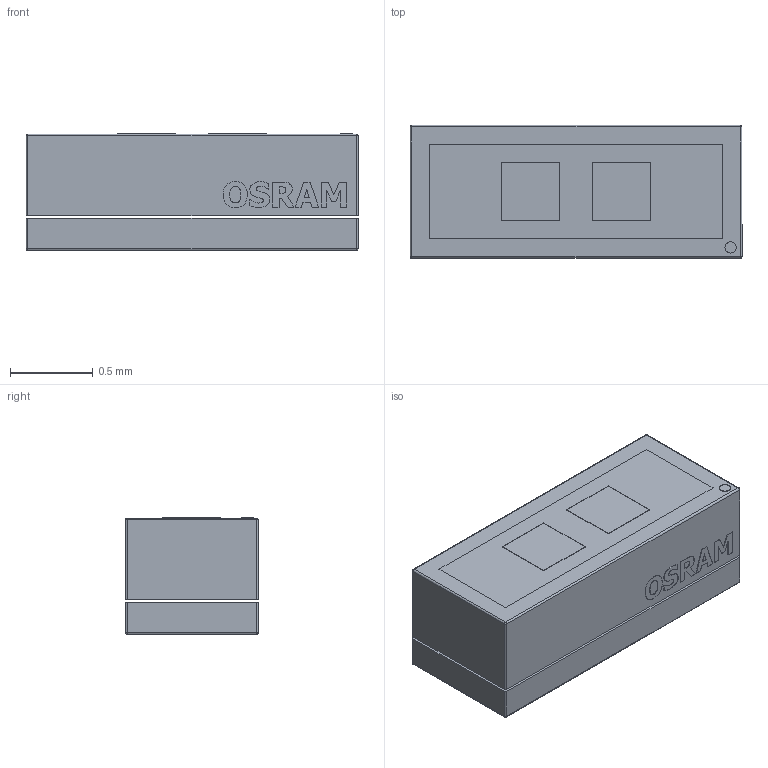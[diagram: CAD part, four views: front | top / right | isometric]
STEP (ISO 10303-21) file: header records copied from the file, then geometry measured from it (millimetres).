
FILE_DESCRIPTION(/* description */ (''),/* implementation_level */ '2;1');
FILE_NAME(/* name */ 'OSRAM SFH 7015 - Infrared Emitters MULTI CHPLD IR EMIT. RED.stp',/* time_stamp */ '2020-09-30T11:23:08-04:00',/* author */ ('Ricardo'),/* organization */ (''),/* preprocessor_version */ 'ST-DEVELOPER v18',/* originating_system */ 'Autodesk Inventor 2020',/* authorisation */ '');
FILE_SCHEMA (('AUTOMOTIVE_DESIGN { 1 0 10303 214 3 1 1 }'));
Length unit declared in the file: millimetre
Products named in the file (7): OSRAM SFH 7015 - Infrared Emitters MULTI CHPLD IR EMIT. RED; body; lens; die red; die ir; terminals; logo
Assembly tree (6 placements, depth 2):
  OSRAM SFH 7015 - Infrared Emitters MULTI CHPLD IR EMIT. RED
    body
    lens
    die red
    die ir
    terminals
    logo
Bounding box: 2 x 0.8 x 0.7 mm (x, y, z)
Volume: 1.1 mm3; surface area: 16.8 mm2
Topology: 15 solids, 15 shells, 190 faces, 443 edges, 288 vertices
Faces by surface type: plane 130, bspline 35, cylinder 17, sphere 8
Full cylindrical faces by diameter (mm): 0.068 x1
Entity records: 5825 total; most frequent: CARTESIAN_POINT 1373, ORIENTED_EDGE 886, DIRECTION 753, EDGE_CURVE 443, LINE 337, VECTOR 337, VERTEX_POINT 288, AXIS2_PLACEMENT_3D 208
